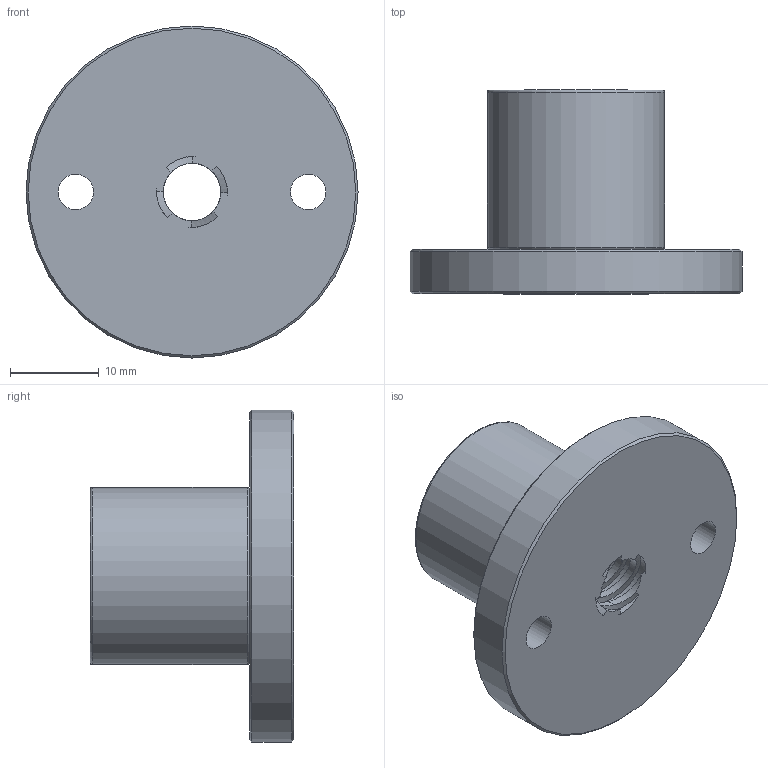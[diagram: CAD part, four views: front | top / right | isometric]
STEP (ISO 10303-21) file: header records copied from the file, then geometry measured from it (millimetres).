
FILE_DESCRIPTION(/* description */ (''),/* implementation_level */ '2;1');
FILE_NAME(/* name */ 'assembly.step',/* time_stamp */ '2021-08-25T01:50:37+00:00',/* author */ (''),/* organization */ (''),/* preprocessor_version */ 'ST-DEVELOPER v18.1',/* originating_system */ 'Autodesk Translation Framework v10.6.0.1341',/* authorisation */ '');
FILE_SCHEMA (('AUTOMOTIVE_DESIGN { 1 0 10303 214 3 1 1 }'));
Length unit declared in the file: centimetre
Products named in the file (1): Untitled
Bounding box: 37.5 x 23 x 37.5 mm (x, y, z)
Volume: 8868.4 mm3; surface area: 6401.9 mm2
Topology: 4 solids, 4 shells, 73 faces, 190 edges, 126 vertices
Faces by surface type: cylinder 35, bspline 17, plane 15, torus 4, cone 2
Full cylindrical faces by diameter (mm): 4 x2, 8 x1, 20 x1, 37.5 x1
Entity records: 3883 total; most frequent: CARTESIAN_POINT 2157, ORIENTED_EDGE 380, DIRECTION 293, EDGE_CURVE 190, AXIS2_PLACEMENT_3D 127, VERTEX_POINT 126, EDGE_LOOP 84, B_SPLINE_CURVE_WITH_KNOTS 81
